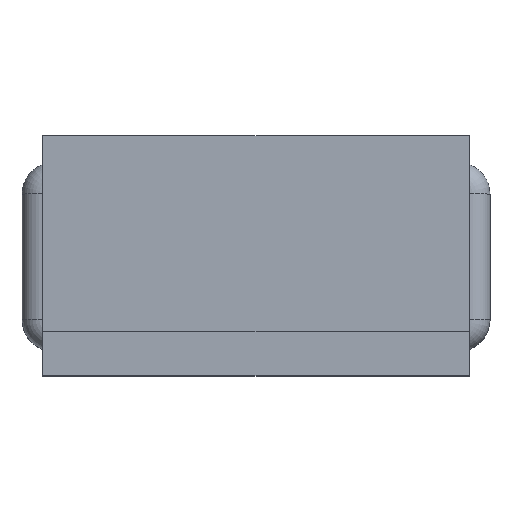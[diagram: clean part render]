
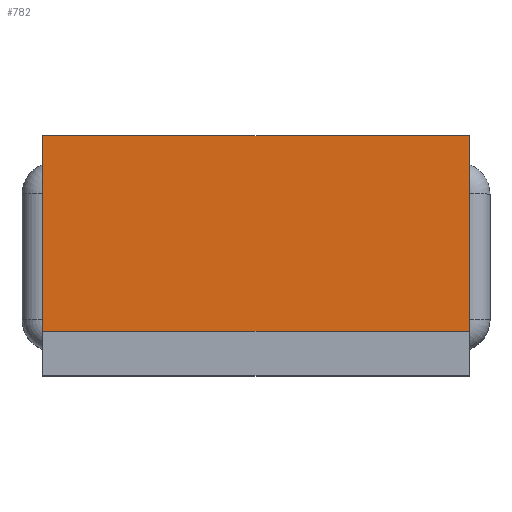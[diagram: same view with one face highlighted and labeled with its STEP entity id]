
A CAD part, top view. The second image highlights one B-rep face of the part: STEP entity #782.
In plain terms, the highlighted planar face has unit normal (0, 0, 1).
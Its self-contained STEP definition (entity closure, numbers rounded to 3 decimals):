
#90 = DIRECTION ( 'NONE',  ( -1., 0., 0. ) ) ;
#176 = ORIENTED_EDGE ( 'NONE', *, *, #1711, .F. ) ;
#304 = EDGE_CURVE ( 'NONE', #1066, #1117, #1115, .T. ) ;
#489 = LINE ( 'NONE', #1206, #1647 ) ;
#782 = ADVANCED_FACE ( 'NONE', ( #1035 ), #1230, .F. ) ;
#857 = CARTESIAN_POINT ( 'NONE',  ( -1.015, 0.2, 1.245 ) ) ;
#973 = VECTOR ( 'NONE', #90, 1000. ) ;
#1035 = FACE_OUTER_BOUND ( 'NONE', #1480, .T. ) ;
#1066 = VERTEX_POINT ( 'NONE', #2078 ) ;
#1070 = DIRECTION ( 'NONE',  ( 0., 0., -1. ) ) ;
#1076 = ORIENTED_EDGE ( 'NONE', *, *, #304, .T. ) ;
#1088 = CARTESIAN_POINT ( 'NONE',  ( -1.015, 1.131, 1.245 ) ) ;
#1099 = CARTESIAN_POINT ( 'NONE',  ( 1.015, 1.131, 1.245 ) ) ;
#1103 = EDGE_CURVE ( 'NONE', #2165, #1890, #489, .T. ) ;
#1115 = LINE ( 'NONE', #1431, #1765 ) ;
#1117 = VERTEX_POINT ( 'NONE', #857 ) ;
#1192 = VECTOR ( 'NONE', #2000, 1000. ) ;
#1206 = CARTESIAN_POINT ( 'NONE',  ( 1.015, 1.111, 1.245 ) ) ;
#1230 = PLANE ( 'NONE',  #1463 ) ;
#1243 = CARTESIAN_POINT ( 'NONE',  ( -1.015, 1.111, 1.245 ) ) ;
#1389 = DIRECTION ( 'NONE',  ( 0., -1., 0. ) ) ;
#1431 = CARTESIAN_POINT ( 'NONE',  ( -1.015, 1.111, 1.245 ) ) ;
#1463 = AXIS2_PLACEMENT_3D ( 'NONE', #1243, #1070, #1389 ) ;
#1480 = EDGE_LOOP ( 'NONE', ( #176, #2267, #1814, #1076 ) ) ;
#1516 = CARTESIAN_POINT ( 'NONE',  ( -1.015, 0.2, 1.245 ) ) ;
#1647 = VECTOR ( 'NONE', #1748, 1000. ) ;
#1711 = EDGE_CURVE ( 'NONE', #1890, #1117, #1832, .T. ) ;
#1748 = DIRECTION ( 'NONE',  ( 0., -1., 0. ) ) ;
#1765 = VECTOR ( 'NONE', #2143, 1000. ) ;
#1814 = ORIENTED_EDGE ( 'NONE', *, *, #2144, .F. ) ;
#1832 = LINE ( 'NONE', #1516, #973 ) ;
#1846 = LINE ( 'NONE', #1088, #1192 ) ;
#1890 = VERTEX_POINT ( 'NONE', #1921 ) ;
#1921 = CARTESIAN_POINT ( 'NONE',  ( 1.015, 0.2, 1.245 ) ) ;
#2000 = DIRECTION ( 'NONE',  ( 1., 0., 0. ) ) ;
#2078 = CARTESIAN_POINT ( 'NONE',  ( -1.015, 1.131, 1.245 ) ) ;
#2143 = DIRECTION ( 'NONE',  ( 0., -1., 0. ) ) ;
#2144 = EDGE_CURVE ( 'NONE', #1066, #2165, #1846, .T. ) ;
#2165 = VERTEX_POINT ( 'NONE', #1099 ) ;
#2267 = ORIENTED_EDGE ( 'NONE', *, *, #1103, .F. ) ;
